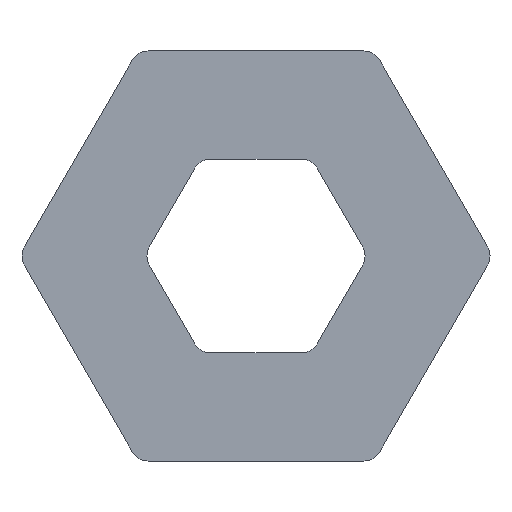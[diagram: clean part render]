
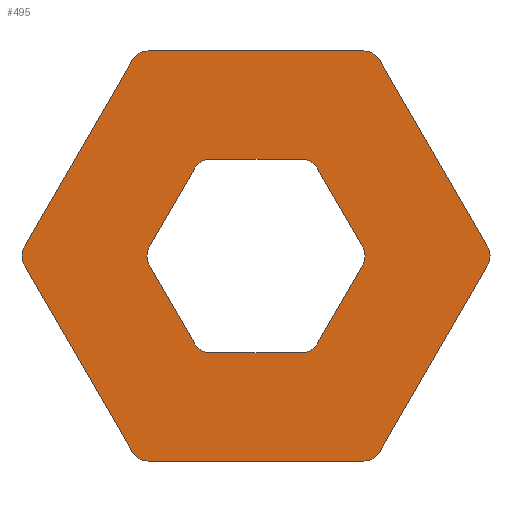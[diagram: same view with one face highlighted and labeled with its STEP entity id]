
A CAD part, front view. The second image highlights one B-rep face of the part: STEP entity #495.
In plain terms, the highlighted planar face has unit normal (0, -1, 0).
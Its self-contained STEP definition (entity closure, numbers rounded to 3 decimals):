
#15=FACE_BOUND('',#72,.T.);
#24=PLANE('',#549);
#45=FACE_OUTER_BOUND('',#71,.T.);
#71=EDGE_LOOP('',(#381,#382,#383,#384,#385,#386,#387,#388,#389,#390,#391,
#392));
#72=EDGE_LOOP('',(#393,#394,#395,#396,#397,#398,#399,#400,#401,#402,#403,
#404));
#87=LINE('',#733,#135);
#91=LINE('',#745,#139);
#95=LINE('',#757,#143);
#99=LINE('',#769,#147);
#103=LINE('',#781,#151);
#108=LINE('',#793,#156);
#111=LINE('',#805,#159);
#114=LINE('',#811,#162);
#115=LINE('',#815,#163);
#116=LINE('',#819,#164);
#117=LINE('',#823,#165);
#118=LINE('',#827,#166);
#135=VECTOR('',#583,10.);
#139=VECTOR('',#595,10.);
#143=VECTOR('',#607,10.);
#147=VECTOR('',#619,10.);
#151=VECTOR('',#631,10.);
#156=VECTOR('',#644,10.);
#159=VECTOR('',#655,10.);
#162=VECTOR('',#660,10.);
#163=VECTOR('',#663,10.);
#164=VECTOR('',#666,10.);
#165=VECTOR('',#669,10.);
#166=VECTOR('',#672,10.);
#181=CIRCLE('',#522,3.175);
#183=CIRCLE('',#526,3.175);
#185=CIRCLE('',#530,3.175);
#187=CIRCLE('',#534,3.175);
#189=CIRCLE('',#538,3.175);
#191=CIRCLE('',#542,3.175);
#194=CIRCLE('',#547,3.175);
#195=CIRCLE('',#550,3.175);
#196=CIRCLE('',#551,3.175);
#197=CIRCLE('',#552,3.175);
#198=CIRCLE('',#553,3.175);
#199=CIRCLE('',#554,3.175);
#205=VERTEX_POINT('',#723);
#206=VERTEX_POINT('',#724);
#209=VERTEX_POINT('',#732);
#211=VERTEX_POINT('',#738);
#213=VERTEX_POINT('',#744);
#215=VERTEX_POINT('',#750);
#217=VERTEX_POINT('',#756);
#219=VERTEX_POINT('',#762);
#221=VERTEX_POINT('',#768);
#223=VERTEX_POINT('',#774);
#225=VERTEX_POINT('',#780);
#227=VERTEX_POINT('',#786);
#231=VERTEX_POINT('',#798);
#232=VERTEX_POINT('',#800);
#233=VERTEX_POINT('',#804);
#235=VERTEX_POINT('',#810);
#236=VERTEX_POINT('',#812);
#237=VERTEX_POINT('',#814);
#238=VERTEX_POINT('',#816);
#239=VERTEX_POINT('',#818);
#240=VERTEX_POINT('',#820);
#241=VERTEX_POINT('',#822);
#242=VERTEX_POINT('',#824);
#243=VERTEX_POINT('',#826);
#253=EDGE_CURVE('',#205,#206,#181,.T.);
#257=EDGE_CURVE('',#206,#209,#87,.T.);
#260=EDGE_CURVE('',#209,#211,#183,.T.);
#263=EDGE_CURVE('',#211,#213,#91,.T.);
#266=EDGE_CURVE('',#213,#215,#185,.T.);
#269=EDGE_CURVE('',#215,#217,#95,.T.);
#272=EDGE_CURVE('',#217,#219,#187,.T.);
#275=EDGE_CURVE('',#219,#221,#99,.T.);
#278=EDGE_CURVE('',#221,#223,#189,.T.);
#281=EDGE_CURVE('',#223,#225,#103,.T.);
#284=EDGE_CURVE('',#225,#227,#191,.T.);
#288=EDGE_CURVE('',#227,#205,#108,.T.);
#291=EDGE_CURVE('',#231,#232,#194,.T.);
#293=EDGE_CURVE('',#232,#233,#111,.T.);
#296=EDGE_CURVE('',#235,#231,#114,.T.);
#297=EDGE_CURVE('',#236,#235,#195,.T.);
#298=EDGE_CURVE('',#237,#236,#115,.T.);
#299=EDGE_CURVE('',#238,#237,#196,.T.);
#300=EDGE_CURVE('',#239,#238,#116,.T.);
#301=EDGE_CURVE('',#240,#239,#197,.T.);
#302=EDGE_CURVE('',#241,#240,#117,.T.);
#303=EDGE_CURVE('',#242,#241,#198,.T.);
#304=EDGE_CURVE('',#243,#242,#118,.T.);
#305=EDGE_CURVE('',#233,#243,#199,.T.);
#381=ORIENTED_EDGE('',*,*,#291,.F.);
#382=ORIENTED_EDGE('',*,*,#296,.F.);
#383=ORIENTED_EDGE('',*,*,#297,.F.);
#384=ORIENTED_EDGE('',*,*,#298,.F.);
#385=ORIENTED_EDGE('',*,*,#299,.F.);
#386=ORIENTED_EDGE('',*,*,#300,.F.);
#387=ORIENTED_EDGE('',*,*,#301,.F.);
#388=ORIENTED_EDGE('',*,*,#302,.F.);
#389=ORIENTED_EDGE('',*,*,#303,.F.);
#390=ORIENTED_EDGE('',*,*,#304,.F.);
#391=ORIENTED_EDGE('',*,*,#305,.F.);
#392=ORIENTED_EDGE('',*,*,#293,.F.);
#393=ORIENTED_EDGE('',*,*,#278,.F.);
#394=ORIENTED_EDGE('',*,*,#275,.F.);
#395=ORIENTED_EDGE('',*,*,#272,.F.);
#396=ORIENTED_EDGE('',*,*,#269,.F.);
#397=ORIENTED_EDGE('',*,*,#266,.F.);
#398=ORIENTED_EDGE('',*,*,#263,.F.);
#399=ORIENTED_EDGE('',*,*,#260,.F.);
#400=ORIENTED_EDGE('',*,*,#257,.F.);
#401=ORIENTED_EDGE('',*,*,#253,.F.);
#402=ORIENTED_EDGE('',*,*,#288,.F.);
#403=ORIENTED_EDGE('',*,*,#284,.F.);
#404=ORIENTED_EDGE('',*,*,#281,.F.);
#495=ADVANCED_FACE('',(#45,#15),#24,.F.);
#522=AXIS2_PLACEMENT_3D('',#725,#575,#576);
#526=AXIS2_PLACEMENT_3D('',#739,#588,#589);
#530=AXIS2_PLACEMENT_3D('',#751,#600,#601);
#534=AXIS2_PLACEMENT_3D('',#763,#612,#613);
#538=AXIS2_PLACEMENT_3D('',#775,#624,#625);
#542=AXIS2_PLACEMENT_3D('',#787,#636,#637);
#547=AXIS2_PLACEMENT_3D('',#801,#650,#651);
#549=AXIS2_PLACEMENT_3D('',#809,#658,#659);
#550=AXIS2_PLACEMENT_3D('',#813,#661,#662);
#551=AXIS2_PLACEMENT_3D('',#817,#664,#665);
#552=AXIS2_PLACEMENT_3D('',#821,#667,#668);
#553=AXIS2_PLACEMENT_3D('',#825,#670,#671);
#554=AXIS2_PLACEMENT_3D('',#828,#673,#674);
#575=DIRECTION('center_axis',(0.,-1.,0.));
#576=DIRECTION('ref_axis',(0.5,0.,-0.866));
#583=DIRECTION('',(0.5,0.,0.866));
#588=DIRECTION('center_axis',(0.,-1.,0.));
#589=DIRECTION('ref_axis',(1.,0.,0.));
#595=DIRECTION('',(-0.5,0.,0.866));
#600=DIRECTION('center_axis',(0.,-1.,0.));
#601=DIRECTION('ref_axis',(0.5,0.,0.866));
#607=DIRECTION('',(-1.,0.,0.));
#612=DIRECTION('center_axis',(0.,-1.,0.));
#613=DIRECTION('ref_axis',(-0.5,0.,0.866));
#619=DIRECTION('',(-0.5,0.,-0.866));
#624=DIRECTION('center_axis',(0.,-1.,0.));
#625=DIRECTION('ref_axis',(-1.,0.,0.));
#631=DIRECTION('',(0.5,0.,-0.866));
#636=DIRECTION('center_axis',(0.,-1.,0.));
#637=DIRECTION('ref_axis',(-0.5,0.,-0.866));
#644=DIRECTION('',(1.,0.,0.));
#650=DIRECTION('center_axis',(0.,1.,0.));
#651=DIRECTION('ref_axis',(-0.5,0.,0.866));
#655=DIRECTION('',(1.,0.,0.));
#658=DIRECTION('center_axis',(0.,1.,0.));
#659=DIRECTION('ref_axis',(1.,0.,0.));
#660=DIRECTION('',(0.5,0.,0.866));
#661=DIRECTION('center_axis',(0.,1.,0.));
#662=DIRECTION('ref_axis',(-1.,0.,0.));
#663=DIRECTION('',(-0.5,0.,0.866));
#664=DIRECTION('center_axis',(0.,1.,0.));
#665=DIRECTION('ref_axis',(-0.5,0.,-0.866));
#666=DIRECTION('',(-1.,0.,0.));
#667=DIRECTION('center_axis',(0.,1.,0.));
#668=DIRECTION('ref_axis',(0.5,0.,-0.866));
#669=DIRECTION('',(-0.5,0.,-0.866));
#670=DIRECTION('center_axis',(0.,1.,0.));
#671=DIRECTION('ref_axis',(1.,0.,0.));
#672=DIRECTION('',(0.5,0.,-0.866));
#673=DIRECTION('center_axis',(0.,1.,0.));
#674=DIRECTION('ref_axis',(0.5,0.,0.866));
#723=CARTESIAN_POINT('',(7.982,0.,-17.));
#724=CARTESIAN_POINT('',(10.731,0.,-15.413));
#725=CARTESIAN_POINT('Origin',(7.982,0.,-13.825));
#732=CARTESIAN_POINT('',(18.713,0.,-1.587));
#733=CARTESIAN_POINT('',(19.63,0.,0.));
#738=CARTESIAN_POINT('',(18.713,0.,1.588));
#739=CARTESIAN_POINT('Origin',(15.964,0.,0.));
#744=CARTESIAN_POINT('',(10.731,0.,15.413));
#745=CARTESIAN_POINT('',(9.815,0.,17.));
#750=CARTESIAN_POINT('',(7.982,0.,17.));
#751=CARTESIAN_POINT('Origin',(7.982,0.,13.825));
#756=CARTESIAN_POINT('',(-7.982,0.,17.));
#757=CARTESIAN_POINT('',(-9.815,0.,17.));
#762=CARTESIAN_POINT('',(-10.731,0.,15.413));
#763=CARTESIAN_POINT('Origin',(-7.982,0.,13.825));
#768=CARTESIAN_POINT('',(-18.713,0.,1.588));
#769=CARTESIAN_POINT('',(-19.63,0.,0.));
#774=CARTESIAN_POINT('',(-18.713,0.,-1.588));
#775=CARTESIAN_POINT('Origin',(-15.964,0.,0.));
#780=CARTESIAN_POINT('',(-10.731,0.,-15.413));
#781=CARTESIAN_POINT('',(-9.815,0.,-17.));
#786=CARTESIAN_POINT('',(-7.982,0.,-17.));
#787=CARTESIAN_POINT('Origin',(-7.982,0.,-13.825));
#793=CARTESIAN_POINT('',(9.815,0.,-17.));
#798=CARTESIAN_POINT('',(-21.701,0.,34.413));
#800=CARTESIAN_POINT('',(-18.952,0.,36.));
#801=CARTESIAN_POINT('Origin',(-18.952,0.,32.825));
#804=CARTESIAN_POINT('',(18.952,0.,36.));
#805=CARTESIAN_POINT('',(-20.785,0.,36.));
#809=CARTESIAN_POINT('Origin',(0.,0.,0.));
#810=CARTESIAN_POINT('',(-40.653,0.,1.587));
#811=CARTESIAN_POINT('',(-41.569,0.,0.));
#812=CARTESIAN_POINT('',(-40.653,0.,-1.588));
#813=CARTESIAN_POINT('Origin',(-37.903,0.,0.));
#814=CARTESIAN_POINT('',(-21.701,0.,-34.413));
#815=CARTESIAN_POINT('',(-20.785,0.,-36.));
#816=CARTESIAN_POINT('',(-18.952,0.,-36.));
#817=CARTESIAN_POINT('Origin',(-18.952,0.,-32.825));
#818=CARTESIAN_POINT('',(18.952,0.,-36.));
#819=CARTESIAN_POINT('',(20.785,0.,-36.));
#820=CARTESIAN_POINT('',(21.701,0.,-34.413));
#821=CARTESIAN_POINT('Origin',(18.952,0.,-32.825));
#822=CARTESIAN_POINT('',(40.653,0.,-1.587));
#823=CARTESIAN_POINT('',(41.569,0.,0.));
#824=CARTESIAN_POINT('',(40.653,0.,1.588));
#825=CARTESIAN_POINT('Origin',(37.903,0.,0.));
#826=CARTESIAN_POINT('',(21.701,0.,34.413));
#827=CARTESIAN_POINT('',(20.785,0.,36.));
#828=CARTESIAN_POINT('Origin',(18.952,0.,32.825));
